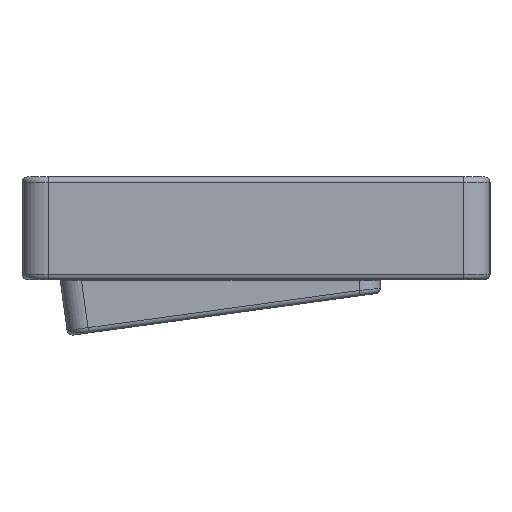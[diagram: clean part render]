
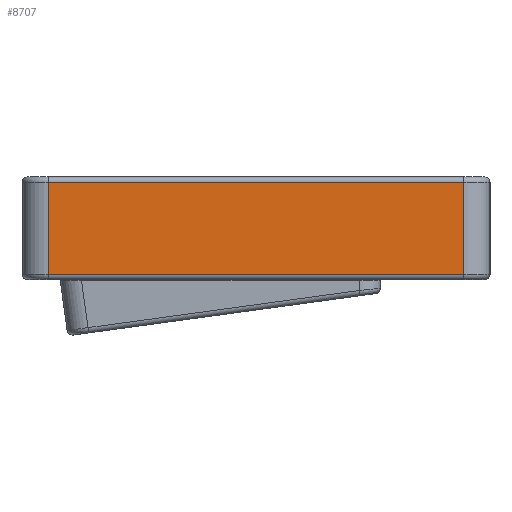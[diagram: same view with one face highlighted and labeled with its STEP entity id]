
A CAD part, left-side view. The second image highlights one B-rep face of the part: STEP entity #8707.
In plain terms, the highlighted planar face has unit normal (-1, 0, 0).
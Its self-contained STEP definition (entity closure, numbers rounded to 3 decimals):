
#8618=CARTESIAN_POINT('',(23.818,24.803,20.6));
#8619=VERTEX_POINT('',#8618);
#8620=CARTESIAN_POINT('',(23.818,24.803,3.1));
#8621=VERTEX_POINT('',#8620);
#8622=CARTESIAN_POINT('',(23.818,24.803,20.6));
#8623=DIRECTION('',(0.,0.,-1.));
#8624=VECTOR('',#8623,17.5);
#8625=LINE('',#8622,#8624);
#8626=EDGE_CURVE('',#8619,#8621,#8625,.T.);
#8677=CARTESIAN_POINT('',(23.818,65.302,5.1));
#8678=DIRECTION('',(-1.,0.,0.));
#8679=DIRECTION('',(0.,0.,1.));
#8680=AXIS2_PLACEMENT_3D('',#8677,#8678,#8679);
#8681=PLANE('',#8680);
#8682=CARTESIAN_POINT('',(23.818,103.702,20.6));
#8683=VERTEX_POINT('',#8682);
#8684=CARTESIAN_POINT('',(23.818,103.702,3.1));
#8685=VERTEX_POINT('',#8684);
#8686=CARTESIAN_POINT('',(23.818,103.702,20.6));
#8687=DIRECTION('',(-0.,-0.,-1.));
#8688=VECTOR('',#8687,17.5);
#8689=LINE('',#8686,#8688);
#8690=EDGE_CURVE('',#8683,#8685,#8689,.T.);
#8691=ORIENTED_EDGE('',*,*,#8690,.T.);
#8692=CARTESIAN_POINT('',(23.818,103.702,3.1));
#8693=DIRECTION('',(0.,-1.,0.));
#8694=VECTOR('',#8693,78.899);
#8695=LINE('',#8692,#8694);
#8696=EDGE_CURVE('',#8685,#8621,#8695,.T.);
#8697=ORIENTED_EDGE('',*,*,#8696,.T.);
#8698=ORIENTED_EDGE('',*,*,#8626,.F.);
#8699=CARTESIAN_POINT('',(23.818,24.803,20.6));
#8700=DIRECTION('',(0.,1.,0.));
#8701=VECTOR('',#8700,78.899);
#8702=LINE('',#8699,#8701);
#8703=EDGE_CURVE('',#8619,#8683,#8702,.T.);
#8704=ORIENTED_EDGE('',*,*,#8703,.T.);
#8705=EDGE_LOOP('',(#8691,#8697,#8698,#8704));
#8706=FACE_BOUND('',#8705,.T.);
#8707=ADVANCED_FACE('',(#8706),#8681,.T.);
